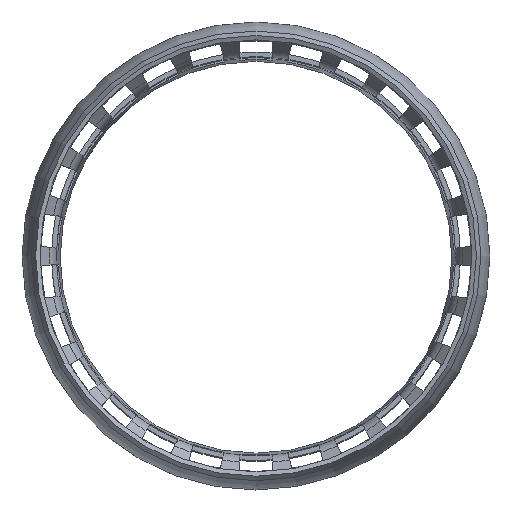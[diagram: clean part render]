
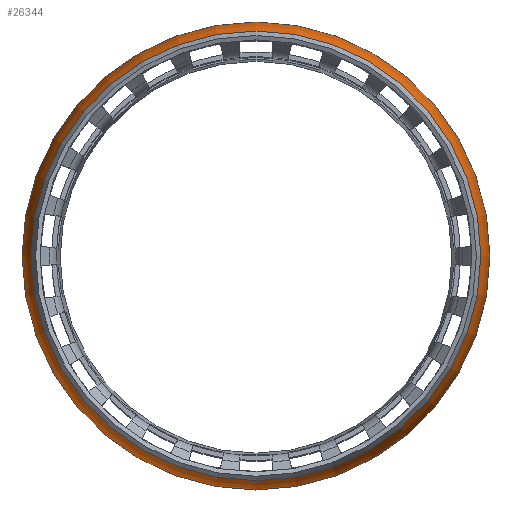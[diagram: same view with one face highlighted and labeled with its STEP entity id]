
A CAD part, top view. The second image highlights one B-rep face of the part: STEP entity #26344.
In plain terms, the highlighted toroidal (fillet/blend) face has major radius 340.005 mm and minor radius 241.994 mm.
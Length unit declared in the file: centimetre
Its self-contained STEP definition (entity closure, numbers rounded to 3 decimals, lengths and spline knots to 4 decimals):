
#711=TOROIDAL_SURFACE('',#34838,34.0005,24.1995);
#2294=CIRCLE('',#34836,55.9326);
#2295=CIRCLE('',#34837,55.9326);
#2296=CIRCLE('',#34839,58.2);
#2297=CIRCLE('',#34840,24.1995);
#2298=CIRCLE('',#34841,58.2);
#3766=FACE_OUTER_BOUND('',#5808,.T.);
#5808=EDGE_LOOP('',(#23402,#23403,#23404,#23405,#23406,#23407));
#9367=VERTEX_POINT('',#56022);
#9368=VERTEX_POINT('',#56023);
#9369=VERTEX_POINT('',#56028);
#9370=VERTEX_POINT('',#56029);
#14080=EDGE_CURVE('',#9367,#9368,#2294,.T.);
#14081=EDGE_CURVE('',#9368,#9367,#2295,.T.);
#14083=EDGE_CURVE('',#9369,#9370,#2296,.T.);
#14084=EDGE_CURVE('',#9369,#9367,#2297,.T.);
#14085=EDGE_CURVE('',#9370,#9369,#2298,.T.);
#23402=ORIENTED_EDGE('',*,*,#14083,.F.);
#23403=ORIENTED_EDGE('',*,*,#14084,.T.);
#23404=ORIENTED_EDGE('',*,*,#14080,.T.);
#23405=ORIENTED_EDGE('',*,*,#14081,.T.);
#23406=ORIENTED_EDGE('',*,*,#14084,.F.);
#23407=ORIENTED_EDGE('',*,*,#14085,.F.);
#26344=ADVANCED_FACE('',(#3766),#711,.T.);
#34836=AXIS2_PLACEMENT_3D('',#56024,#43659,#43660);
#34837=AXIS2_PLACEMENT_3D('',#56025,#43661,#43662);
#34838=AXIS2_PLACEMENT_3D('',#56027,#43664,#43665);
#34839=AXIS2_PLACEMENT_3D('',#56030,#43666,#43667);
#34840=AXIS2_PLACEMENT_3D('',#56031,#43668,#43669);
#34841=AXIS2_PLACEMENT_3D('',#56032,#43670,#43671);
#43659=DIRECTION('center_axis',(0.,0.,-1.));
#43660=DIRECTION('ref_axis',(1.,0.,0.));
#43661=DIRECTION('center_axis',(0.,0.,-1.));
#43662=DIRECTION('ref_axis',(1.,0.,0.));
#43664=DIRECTION('center_axis',(0.,0.,-1.));
#43665=DIRECTION('ref_axis',(0.,1.,0.));
#43666=DIRECTION('center_axis',(0.,0.,-1.));
#43667=DIRECTION('ref_axis',(1.,0.,0.));
#43668=DIRECTION('center_axis',(-1.,0.,0.));
#43669=DIRECTION('ref_axis',(0.,-1.,0.));
#43670=DIRECTION('center_axis',(0.,0.,-1.));
#43671=DIRECTION('ref_axis',(1.,0.,0.));
#56022=CARTESIAN_POINT('',(83.3534,-140.7691,122.6226));
#56023=CARTESIAN_POINT('',(139.2861,-84.8365,122.6226));
#56024=CARTESIAN_POINT('Origin',(83.3534,-84.8365,122.6226));
#56025=CARTESIAN_POINT('Origin',(83.3534,-84.8365,122.6226));
#56027=CARTESIAN_POINT('Origin',(83.3534,-84.8365,112.3954));
#56028=CARTESIAN_POINT('',(83.3534,-143.0365,112.3952));
#56029=CARTESIAN_POINT('',(141.5534,-84.8365,112.3952));
#56030=CARTESIAN_POINT('Origin',(83.3534,-84.8365,112.3952));
#56031=CARTESIAN_POINT('Origin',(83.3534,-118.837,112.3954));
#56032=CARTESIAN_POINT('Origin',(83.3534,-84.8365,112.3952));
